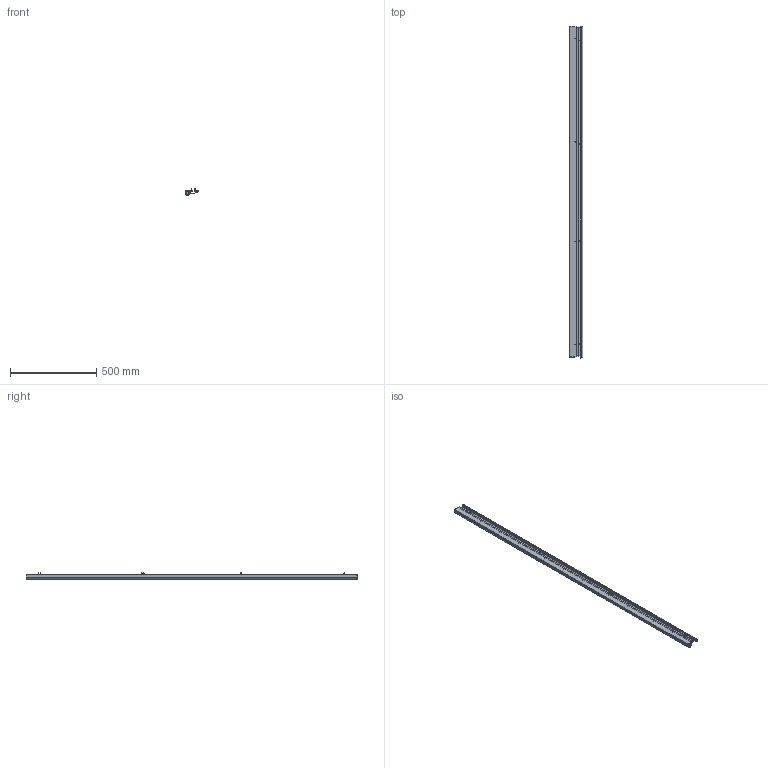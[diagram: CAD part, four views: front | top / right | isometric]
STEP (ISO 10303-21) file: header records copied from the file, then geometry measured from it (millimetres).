
FILE_DESCRIPTION (( 'STEP AP203' ), '1' );
FILE_NAME ('FSR6000(quick)-1925.STEP', '2023-12-07T15:40:41', ( '' ), ( '' ), 'SwSTEP 2.0', 'SolidWorks 2021', '' );
FILE_SCHEMA (( 'CONFIG_CONTROL_DESIGN' ));
Length unit declared in the file: millimetre
Products named in the file (5): Türblattseite_1925; Schraube 3.5x13; Zargenseite_1925; Stoff_1_1925; FSR6000(quick)-1925
Assembly tree (11 placements, depth 2):
  FSR6000(quick)-1925
    Türblattseite_1925
    Zargenseite_1925
    Stoff_1_1925
    Schraube 3.5x13  x8
Bounding box: 76.6 x 1930.2 x 39.2 mm (x, y, z)
Volume: 991988.6 mm3; surface area: 1070363.6 mm2
Topology: 13 solids, 13 shells, 948 faces, 2520 edges, 1614 vertices
Faces by surface type: plane 395, cylinder 258, bspline 188, cone 88, torus 15, sphere 4
Entity records: 23626 total; most frequent: CARTESIAN_POINT 6321, ORIENTED_EDGE 3778, DIRECTION 2847, EDGE_CURVE 1889, VECTOR 1265, LINE 1265, VERTEX_POINT 1243, AXIS2_PLACEMENT_3D 791
